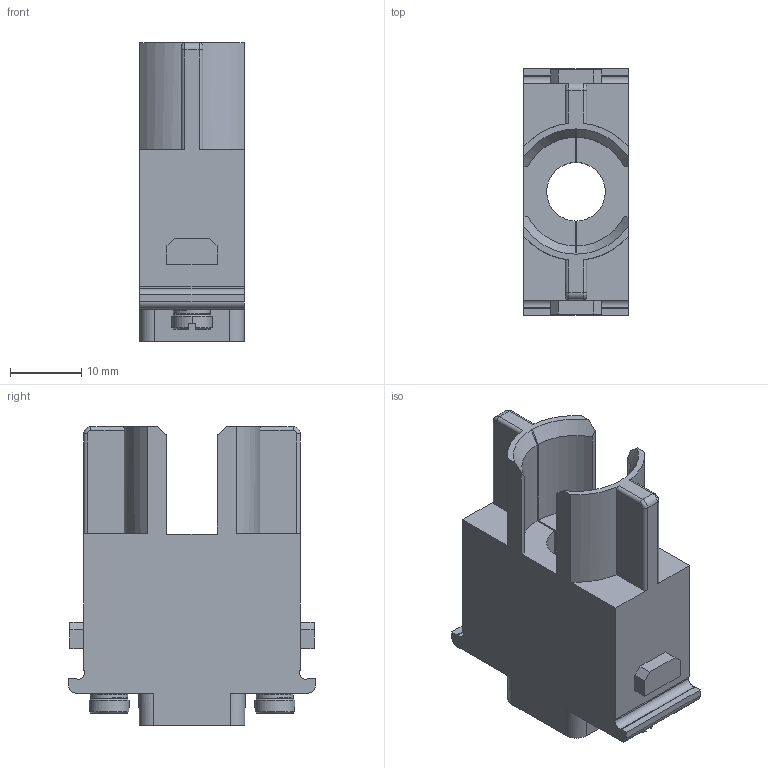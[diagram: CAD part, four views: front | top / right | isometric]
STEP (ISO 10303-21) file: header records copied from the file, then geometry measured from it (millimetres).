
FILE_DESCRIPTION((''),'2;1');
FILE_NAME('1','2024-01-22T',('11539'),(''),'PRO/ENGINEER BY PARAMETRIC TECHNOLOGY CORPORATION, 2012480','PRO/ENGINEER BY PARAMETRIC TECHNOLOGY CORPORATION, 2012480','');
FILE_SCHEMA(('CONFIG_CONTROL_DESIGN'));
Length unit declared in the file: millimetre
Products named in the file (1): 1
Bounding box: 14.6 x 34.5 x 41.75 mm (x, y, z)
Volume: 9359.2 mm3; surface area: 7120.3 mm2
Topology: 1 solids, 3 shells, 297 faces, 820 edges, 524 vertices
Faces by surface type: plane 163, cylinder 58, cone 38, torus 20, bspline 16, extrusion 2
Entity records: 12432 total; most frequent: CARTESIAN_POINT 5071, ORIENTED_EDGE 1624, DIRECTION 1396, EDGE_CURVE 812, VERTEX_POINT 524, VECTOR 474, LINE 472, AXIS2_PLACEMENT_3D 461
